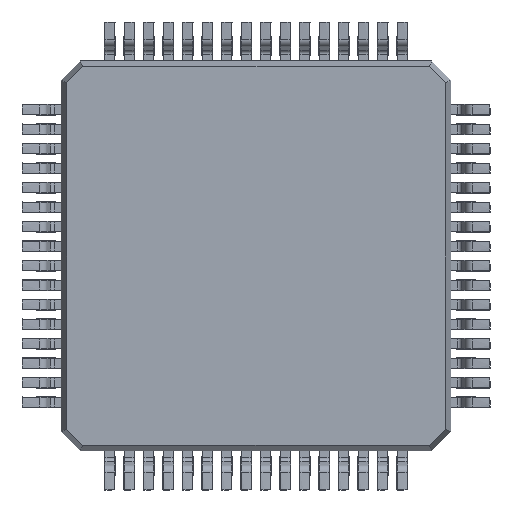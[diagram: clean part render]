
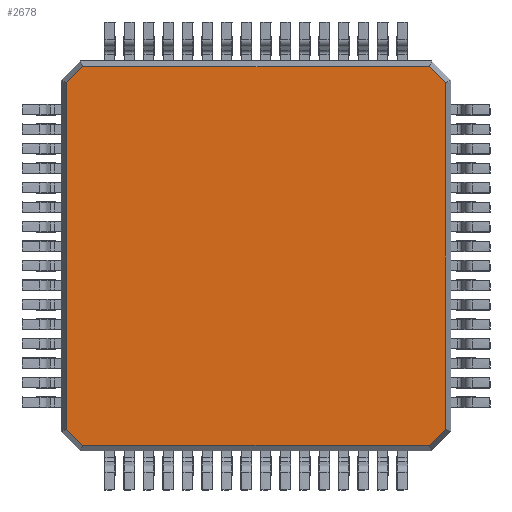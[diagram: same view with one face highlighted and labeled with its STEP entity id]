
A CAD part, front view. The second image highlights one B-rep face of the part: STEP entity #2678.
In plain terms, the highlighted planar face has unit normal (0, -1, 0).
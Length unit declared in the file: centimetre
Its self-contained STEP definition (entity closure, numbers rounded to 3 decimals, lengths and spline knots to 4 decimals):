
#106 = FACE_OUTER_BOUND ( 'NONE', #966, .T. ) ;
#891 = VECTOR ( 'NONE', #3270, 100. ) ;
#901 = LINE ( 'NONE', #3250, #910 ) ;
#904 = VECTOR ( 'NONE', #3259, 100. ) ;
#910 = VECTOR ( 'NONE', #3249, 100. ) ;
#911 = LINE ( 'NONE', #3264, #904 ) ;
#913 = LINE ( 'NONE', #3273, #891 ) ;
#925 = LINE ( 'NONE', #3260, #941 ) ;
#926 = LINE ( 'NONE', #3252, #970 ) ;
#932 = VECTOR ( 'NONE', #3263, 100. ) ;
#936 = LINE ( 'NONE', #3266, #932 ) ;
#939 = LINE ( 'NONE', #3256, #948 ) ;
#941 = VECTOR ( 'NONE', #3255, 100. ) ;
#943 = LINE ( 'NONE', #3242, #971 ) ;
#948 = VECTOR ( 'NONE', #3251, 100. ) ;
#966 = EDGE_LOOP ( 'NONE', ( #1238, #1146, #3080, #3079, #3078, #3077, #3076, #3074 ) ) ;
#970 = VECTOR ( 'NONE', #3245, 100. ) ;
#971 = VECTOR ( 'NONE', #3237, 100. ) ;
#1146 = ORIENTED_EDGE ( 'NONE', *, *, #2331, .T. ) ;
#1238 = ORIENTED_EDGE ( 'NONE', *, *, #2334, .T. ) ;
#1551 = AXIS2_PLACEMENT_3D ( 'NONE', #2837, #2817, #2816 ) ;
#2331 = EDGE_CURVE ( 'NONE', #3360, #3367, #913, .T. ) ;
#2334 = EDGE_CURVE ( 'NONE', #3361, #3360, #936, .T. ) ;
#2336 = EDGE_CURVE ( 'NONE', #3362, #3361, #911, .T. ) ;
#2338 = EDGE_CURVE ( 'NONE', #3363, #3362, #925, .T. ) ;
#2340 = EDGE_CURVE ( 'NONE', #3364, #3363, #939, .T. ) ;
#2341 = EDGE_CURVE ( 'NONE', #3365, #3364, #901, .T. ) ;
#2343 = EDGE_CURVE ( 'NONE', #3366, #3365, #926, .T. ) ;
#2347 = EDGE_CURVE ( 'NONE', #3367, #3366, #943, .T. ) ;
#2678 = ADVANCED_FACE ( 'NONE', ( #106 ), #2829, .T. ) ;
#2816 = DIRECTION ( 'NONE',  ( 1., 0., 0. ) ) ;
#2817 = DIRECTION ( 'NONE',  ( 0., -1., 0. ) ) ;
#2829 = PLANE ( 'NONE',  #1551 ) ;
#2837 = CARTESIAN_POINT ( 'NONE',  ( 0., 0.015, -0.5 ) ) ;
#3074 = ORIENTED_EDGE ( 'NONE', *, *, #2336, .T. ) ;
#3076 = ORIENTED_EDGE ( 'NONE', *, *, #2338, .T. ) ;
#3077 = ORIENTED_EDGE ( 'NONE', *, *, #2340, .T. ) ;
#3078 = ORIENTED_EDGE ( 'NONE', *, *, #2341, .T. ) ;
#3079 = ORIENTED_EDGE ( 'NONE', *, *, #2343, .T. ) ;
#3080 = ORIENTED_EDGE ( 'NONE', *, *, #2347, .T. ) ;
#3145 = CARTESIAN_POINT ( 'NONE',  ( 0.4438, 0.015, -0.485 ) ) ;
#3146 = CARTESIAN_POINT ( 'NONE',  ( 0.485, 0.015, -0.4438 ) ) ;
#3147 = CARTESIAN_POINT ( 'NONE',  ( 0.485, 0.015, 0.4438 ) ) ;
#3148 = CARTESIAN_POINT ( 'NONE',  ( 0.4438, 0.015, 0.485 ) ) ;
#3149 = CARTESIAN_POINT ( 'NONE',  ( -0.4438, 0.015, 0.485 ) ) ;
#3150 = CARTESIAN_POINT ( 'NONE',  ( -0.485, 0.015, 0.4438 ) ) ;
#3151 = CARTESIAN_POINT ( 'NONE',  ( -0.485, 0.015, -0.4438 ) ) ;
#3152 = CARTESIAN_POINT ( 'NONE',  ( -0.4438, 0.015, -0.485 ) ) ;
#3237 = DIRECTION ( 'NONE',  ( 0.707, 0., 0.707 ) ) ;
#3242 = CARTESIAN_POINT ( 'NONE',  ( 0.4438, 0.015, -0.485 ) ) ;
#3245 = DIRECTION ( 'NONE',  ( 0., 0., 1. ) ) ;
#3249 = DIRECTION ( 'NONE',  ( -0.707, 0., 0.707 ) ) ;
#3250 = CARTESIAN_POINT ( 'NONE',  ( 0.485, 0.015, 0.4438 ) ) ;
#3251 = DIRECTION ( 'NONE',  ( -1., 0., 0. ) ) ;
#3252 = CARTESIAN_POINT ( 'NONE',  ( 0.485, 0.015, -0.5 ) ) ;
#3255 = DIRECTION ( 'NONE',  ( -0.707, 0., -0.707 ) ) ;
#3256 = CARTESIAN_POINT ( 'NONE',  ( 0., 0.015, 0.485 ) ) ;
#3259 = DIRECTION ( 'NONE',  ( 0., 0., -1. ) ) ;
#3260 = CARTESIAN_POINT ( 'NONE',  ( -0.4438, 0.015, 0.485 ) ) ;
#3263 = DIRECTION ( 'NONE',  ( 0.707, 0., -0.707 ) ) ;
#3264 = CARTESIAN_POINT ( 'NONE',  ( -0.485, 0.015, -0.5 ) ) ;
#3266 = CARTESIAN_POINT ( 'NONE',  ( -0.485, 0.015, -0.4438 ) ) ;
#3270 = DIRECTION ( 'NONE',  ( 1., 0., 0. ) ) ;
#3273 = CARTESIAN_POINT ( 'NONE',  ( 0., 0.015, -0.485 ) ) ;
#3360 = VERTEX_POINT ( 'NONE', #3152 ) ;
#3361 = VERTEX_POINT ( 'NONE', #3151 ) ;
#3362 = VERTEX_POINT ( 'NONE', #3150 ) ;
#3363 = VERTEX_POINT ( 'NONE', #3149 ) ;
#3364 = VERTEX_POINT ( 'NONE', #3148 ) ;
#3365 = VERTEX_POINT ( 'NONE', #3147 ) ;
#3366 = VERTEX_POINT ( 'NONE', #3146 ) ;
#3367 = VERTEX_POINT ( 'NONE', #3145 ) ;
